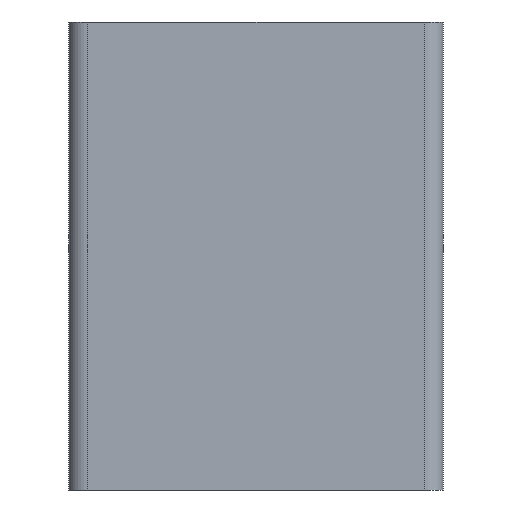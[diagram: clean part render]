
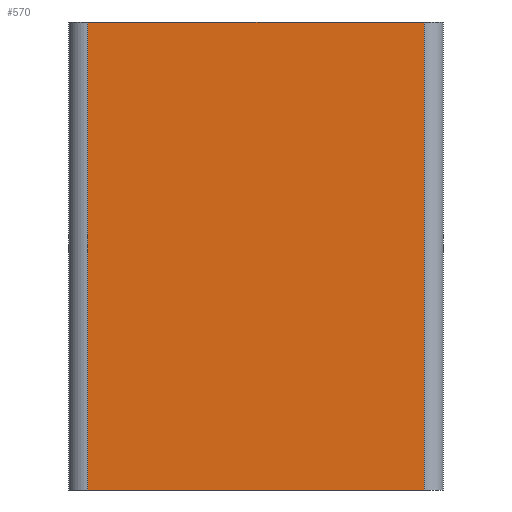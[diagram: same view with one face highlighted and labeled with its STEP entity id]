
A CAD part, left-side view. The second image highlights one B-rep face of the part: STEP entity #570.
In plain terms, the highlighted planar face has unit normal (-1, 0, 0).
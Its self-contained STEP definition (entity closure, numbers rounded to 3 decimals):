
#42 = DIRECTION ( 'NONE',  ( 0., -1., 0. ) ) ;
#45 = EDGE_CURVE ( 'NONE', #1125, #1421, #1428, .T. ) ;
#118 = VECTOR ( 'NONE', #984, 1000. ) ;
#124 = LINE ( 'NONE', #1485, #479 ) ;
#128 = DIRECTION ( 'NONE',  ( 0., 0., -1. ) ) ;
#134 = ORIENTED_EDGE ( 'NONE', *, *, #190, .T. ) ;
#180 = CARTESIAN_POINT ( 'NONE',  ( 0., 38., 25. ) ) ;
#190 = EDGE_CURVE ( 'NONE', #833, #1125, #124, .T. ) ;
#221 = CARTESIAN_POINT ( 'NONE',  ( 0., 38., 25. ) ) ;
#227 = PLANE ( 'NONE',  #595 ) ;
#408 = VERTEX_POINT ( 'NONE', #767 ) ;
#451 = ORIENTED_EDGE ( 'NONE', *, *, #1392, .F. ) ;
#469 = DIRECTION ( 'NONE',  ( 1., 0., 0. ) ) ;
#479 = VECTOR ( 'NONE', #808, 1000. ) ;
#480 = LINE ( 'NONE', #697, #720 ) ;
#570 = ADVANCED_FACE ( 'NONE', ( #806 ), #227, .F. ) ;
#571 = VECTOR ( 'NONE', #42, 1000. ) ;
#595 = AXIS2_PLACEMENT_3D ( 'NONE', #221, #469, #908 ) ;
#662 = EDGE_LOOP ( 'NONE', ( #1192, #861, #451, #134 ) ) ;
#697 = CARTESIAN_POINT ( 'NONE',  ( 0., 2., 25. ) ) ;
#720 = VECTOR ( 'NONE', #128, 1000. ) ;
#737 = CARTESIAN_POINT ( 'NONE',  ( 0., 2., -25. ) ) ;
#767 = CARTESIAN_POINT ( 'NONE',  ( 0., 2., 25. ) ) ;
#806 = FACE_OUTER_BOUND ( 'NONE', #662, .T. ) ;
#808 = DIRECTION ( 'NONE',  ( 0., 0., -1. ) ) ;
#822 = CARTESIAN_POINT ( 'NONE',  ( 0., 38., -25. ) ) ;
#833 = VERTEX_POINT ( 'NONE', #982 ) ;
#861 = ORIENTED_EDGE ( 'NONE', *, *, #1042, .F. ) ;
#908 = DIRECTION ( 'NONE',  ( 0., 1., 0. ) ) ;
#982 = CARTESIAN_POINT ( 'NONE',  ( 0., 38., 25. ) ) ;
#984 = DIRECTION ( 'NONE',  ( 0., -1., 0. ) ) ;
#1042 = EDGE_CURVE ( 'NONE', #408, #1421, #480, .T. ) ;
#1080 = CARTESIAN_POINT ( 'NONE',  ( 0., 38., -25. ) ) ;
#1125 = VERTEX_POINT ( 'NONE', #822 ) ;
#1170 = LINE ( 'NONE', #180, #118 ) ;
#1192 = ORIENTED_EDGE ( 'NONE', *, *, #45, .T. ) ;
#1392 = EDGE_CURVE ( 'NONE', #833, #408, #1170, .T. ) ;
#1421 = VERTEX_POINT ( 'NONE', #737 ) ;
#1428 = LINE ( 'NONE', #1080, #571 ) ;
#1485 = CARTESIAN_POINT ( 'NONE',  ( 0., 38., 25. ) ) ;
